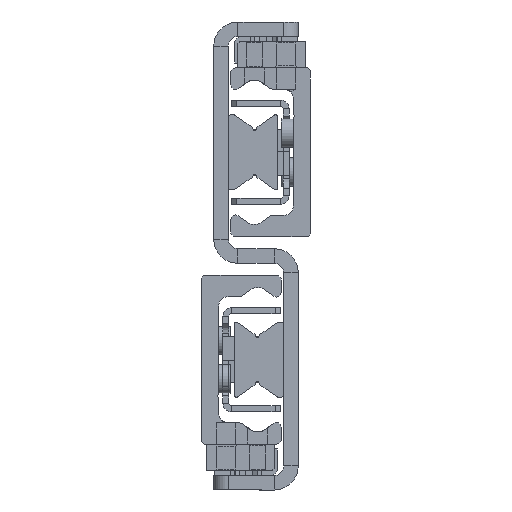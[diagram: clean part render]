
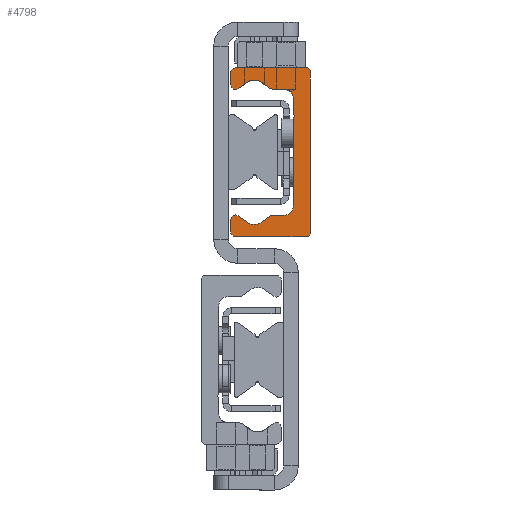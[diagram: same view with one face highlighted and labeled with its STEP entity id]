
A CAD part, left-side view. The second image highlights one B-rep face of the part: STEP entity #4798.
In plain terms, the highlighted planar face has unit normal (-1, 0, 0).
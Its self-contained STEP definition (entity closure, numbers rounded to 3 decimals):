
#3604=CARTESIAN_POINT('',(0.0,4.75,-11.1));
#3605=VERTEX_POINT('',#3604);
#3612=CARTESIAN_POINT('',(0.0,2.75,-13.1));
#3613=VERTEX_POINT('',#3612);
#3614=CARTESIAN_POINT('',(0.0,2.75,-11.1));
#3615=DIRECTION('',(-1.0,0.0,0.0));
#3616=DIRECTION('',(0.0,0.0,1.0));
#3617=AXIS2_PLACEMENT_3D('',#3614,#3615,#3616);
#3618=CIRCLE('',#3617,2.);
#3619=EDGE_CURVE('',#3605,#3613,#3618,.T.);
#3808=CARTESIAN_POINT('',(0.0,-0.14,-13.281));
#3809=VERTEX_POINT('',#3808);
#3816=CARTESIAN_POINT('',(0.0,-1.916,-14.524));
#3817=VERTEX_POINT('',#3816);
#3818=CARTESIAN_POINT('',(0.0,-0.14,-13.281));
#3819=DIRECTION('',(0.0,-0.819,-0.574));
#3820=VECTOR('',#3819,2.168);
#3821=LINE('',#3818,#3820);
#3822=EDGE_CURVE('',#3809,#3817,#3821,.T.);
#3947=CARTESIAN_POINT('',(0.0,8.25,16.85));
#3948=VERTEX_POINT('',#3947);
#3955=CARTESIAN_POINT('',(0.0,7.6,17.5));
#3956=VERTEX_POINT('',#3955);
#3957=CARTESIAN_POINT('',(0.0,7.6,16.85));
#3958=DIRECTION('',(1.0,0.0,0.0));
#3959=DIRECTION('',(0.0,1.0,0.0));
#3960=AXIS2_PLACEMENT_3D('',#3957,#3958,#3959);
#3961=CIRCLE('',#3960,0.65);
#3962=EDGE_CURVE('',#3948,#3956,#3961,.T.);
#3986=CARTESIAN_POINT('',(0.0,8.25,-16.85));
#3987=VERTEX_POINT('',#3986);
#3994=CARTESIAN_POINT('',(0.0,8.25,-16.85));
#3995=DIRECTION('',(0.0,0.0,1.0));
#3996=VECTOR('',#3995,33.7);
#3997=LINE('',#3994,#3996);
#3998=EDGE_CURVE('',#3987,#3948,#3997,.T.);
#4054=CARTESIAN_POINT('',(0.0,7.6,-17.5));
#4055=VERTEX_POINT('',#4054);
#4062=CARTESIAN_POINT('',(0.0,7.6,-16.85));
#4063=DIRECTION('',(1.0,0.0,0.0));
#4064=DIRECTION('',(0.0,0.0,-1.0));
#4065=AXIS2_PLACEMENT_3D('',#4062,#4063,#4064);
#4066=CIRCLE('',#4065,0.65);
#4067=EDGE_CURVE('',#4055,#3987,#4066,.T.);
#4086=CARTESIAN_POINT('',(0.0,-7.25,-17.5));
#4087=VERTEX_POINT('',#4086);
#4094=CARTESIAN_POINT('',(0.0,-7.25,-17.5));
#4095=DIRECTION('',(0.0,1.0,0.0));
#4096=VECTOR('',#4095,14.85);
#4097=LINE('',#4094,#4096);
#4098=EDGE_CURVE('',#4087,#4055,#4097,.T.);
#4130=CARTESIAN_POINT('',(0.0,-8.25,-16.5));
#4131=VERTEX_POINT('',#4130);
#4138=CARTESIAN_POINT('',(0.0,-7.25,-16.5));
#4139=DIRECTION('',(1.0,0.0,0.0));
#4140=DIRECTION('',(0.0,-1.0,0.0));
#4141=AXIS2_PLACEMENT_3D('',#4138,#4139,#4140);
#4142=CIRCLE('',#4141,1.);
#4143=EDGE_CURVE('',#4131,#4087,#4142,.T.);
#4162=CARTESIAN_POINT('',(0.0,-8.25,-13.98));
#4163=VERTEX_POINT('',#4162);
#4170=CARTESIAN_POINT('',(0.0,-8.25,-13.98));
#4171=DIRECTION('',(0.0,0.0,-1.0));
#4172=VECTOR('',#4171,2.52);
#4173=LINE('',#4170,#4172);
#4174=EDGE_CURVE('',#4163,#4131,#4173,.T.);
#4194=CARTESIAN_POINT('',(0.0,-6.708,-13.177));
#4195=VERTEX_POINT('',#4194);
#4202=CARTESIAN_POINT('',(0.0,-7.27,-13.98));
#4203=DIRECTION('',(1.0,0.0,0.0));
#4204=DIRECTION('',(0.0,0.574,0.819));
#4205=AXIS2_PLACEMENT_3D('',#4202,#4203,#4204);
#4206=CIRCLE('',#4205,0.98);
#4207=EDGE_CURVE('',#4195,#4163,#4206,.T.);
#4219=CARTESIAN_POINT('',(0.0,-4.784,-14.524));
#4220=VERTEX_POINT('',#4219);
#4227=CARTESIAN_POINT('',(0.0,-4.784,-14.524));
#4228=DIRECTION('',(0.0,-0.819,0.574));
#4229=VECTOR('',#4228,2.349);
#4230=LINE('',#4227,#4229);
#4231=EDGE_CURVE('',#4220,#4195,#4230,.T.);
#4253=CARTESIAN_POINT('',(0.0,-3.35,-12.477));
#4254=DIRECTION('',(-1.0,0.0,0.0));
#4255=DIRECTION('',(0.0,0.574,0.819));
#4256=AXIS2_PLACEMENT_3D('',#4253,#4254,#4255);
#4257=CIRCLE('',#4256,2.5);
#4258=EDGE_CURVE('',#3817,#4220,#4257,.T.);
#4278=CARTESIAN_POINT('',(0.0,0.433,-13.1));
#4279=VERTEX_POINT('',#4278);
#4286=CARTESIAN_POINT('',(0.0,0.433,-14.1));
#4287=DIRECTION('',(1.0,0.0,0.0));
#4288=DIRECTION('',(0.0,0.0,1.0));
#4289=AXIS2_PLACEMENT_3D('',#4286,#4287,#4288);
#4290=CIRCLE('',#4289,1.);
#4291=EDGE_CURVE('',#4279,#3809,#4290,.T.);
#4306=CARTESIAN_POINT('',(0.0,2.75,-13.1));
#4307=DIRECTION('',(0.0,-1.0,0.0));
#4308=VECTOR('',#4307,2.317);
#4309=LINE('',#4306,#4308);
#4310=EDGE_CURVE('',#3613,#4279,#4309,.T.);
#4336=CARTESIAN_POINT('',(0.0,4.75,-7.75));
#4337=VERTEX_POINT('',#4336);
#4344=CARTESIAN_POINT('',(0.0,4.75,-7.75));
#4345=DIRECTION('',(0.0,0.0,-1.0));
#4346=VECTOR('',#4345,3.35);
#4347=LINE('',#4344,#4346);
#4348=EDGE_CURVE('',#4337,#3605,#4347,.T.);
#4368=CARTESIAN_POINT('',(0.0,4.75,-7.25));
#4369=VERTEX_POINT('',#4368);
#4376=CARTESIAN_POINT('',(0.0,4.75,-7.5));
#4377=DIRECTION('',(-1.0,0.0,0.0));
#4378=DIRECTION('',(0.0,0.0,1.0));
#4379=AXIS2_PLACEMENT_3D('',#4376,#4377,#4378);
#4380=CIRCLE('',#4379,0.25);
#4381=EDGE_CURVE('',#4369,#4337,#4380,.T.);
#4400=CARTESIAN_POINT('',(0.0,4.75,11.1));
#4401=VERTEX_POINT('',#4400);
#4408=CARTESIAN_POINT('',(0.0,4.75,11.1));
#4409=DIRECTION('',(0.0,0.0,-1.0));
#4410=VECTOR('',#4409,18.35);
#4411=LINE('',#4408,#4410);
#4412=EDGE_CURVE('',#4401,#4369,#4411,.T.);
#4468=CARTESIAN_POINT('',(0.0,2.75,13.1));
#4469=VERTEX_POINT('',#4468);
#4476=CARTESIAN_POINT('',(0.0,2.75,11.1));
#4477=DIRECTION('',(-1.0,0.0,0.0));
#4478=DIRECTION('',(0.0,-1.0,0.0));
#4479=AXIS2_PLACEMENT_3D('',#4476,#4477,#4478);
#4480=CIRCLE('',#4479,2.);
#4481=EDGE_CURVE('',#4469,#4401,#4480,.T.);
#4500=CARTESIAN_POINT('',(0.0,0.433,13.1));
#4501=VERTEX_POINT('',#4500);
#4508=CARTESIAN_POINT('',(0.0,0.433,13.1));
#4509=DIRECTION('',(0.0,1.0,0.0));
#4510=VECTOR('',#4509,2.317);
#4511=LINE('',#4508,#4510);
#4512=EDGE_CURVE('',#4501,#4469,#4511,.T.);
#4532=CARTESIAN_POINT('',(0.0,-0.14,13.281));
#4533=VERTEX_POINT('',#4532);
#4540=CARTESIAN_POINT('',(0.0,0.433,14.1));
#4541=DIRECTION('',(1.0,0.0,0.0));
#4542=DIRECTION('',(0.0,-0.574,-0.819));
#4543=AXIS2_PLACEMENT_3D('',#4540,#4541,#4542);
#4544=CIRCLE('',#4543,1.);
#4545=EDGE_CURVE('',#4533,#4501,#4544,.T.);
#4564=CARTESIAN_POINT('',(0.0,-1.916,14.524));
#4565=VERTEX_POINT('',#4564);
#4572=CARTESIAN_POINT('',(0.0,-1.916,14.524));
#4573=DIRECTION('',(0.0,0.819,-0.574));
#4574=VECTOR('',#4573,2.168);
#4575=LINE('',#4572,#4574);
#4576=EDGE_CURVE('',#4565,#4533,#4575,.T.);
#4596=CARTESIAN_POINT('',(0.0,-4.784,14.524));
#4597=VERTEX_POINT('',#4596);
#4604=CARTESIAN_POINT('',(0.0,-3.35,12.477));
#4605=DIRECTION('',(-1.0,0.0,0.0));
#4606=DIRECTION('',(0.0,-0.574,-0.819));
#4607=AXIS2_PLACEMENT_3D('',#4604,#4605,#4606);
#4608=CIRCLE('',#4607,2.5);
#4609=EDGE_CURVE('',#4597,#4565,#4608,.T.);
#4628=CARTESIAN_POINT('',(0.0,-6.708,13.177));
#4629=VERTEX_POINT('',#4628);
#4636=CARTESIAN_POINT('',(0.0,-6.708,13.177));
#4637=DIRECTION('',(0.0,0.819,0.574));
#4638=VECTOR('',#4637,2.349);
#4639=LINE('',#4636,#4638);
#4640=EDGE_CURVE('',#4629,#4597,#4639,.T.);
#4660=CARTESIAN_POINT('',(0.0,-8.25,13.98));
#4661=VERTEX_POINT('',#4660);
#4668=CARTESIAN_POINT('',(0.0,-7.27,13.98));
#4669=DIRECTION('',(1.0,0.0,0.0));
#4670=DIRECTION('',(0.0,-1.0,0.0));
#4671=AXIS2_PLACEMENT_3D('',#4668,#4669,#4670);
#4672=CIRCLE('',#4671,0.98);
#4673=EDGE_CURVE('',#4661,#4629,#4672,.T.);
#4692=CARTESIAN_POINT('',(0.0,-8.25,16.5));
#4693=VERTEX_POINT('',#4692);
#4700=CARTESIAN_POINT('',(0.0,-8.25,16.5));
#4701=DIRECTION('',(0.0,0.0,-1.0));
#4702=VECTOR('',#4701,2.52);
#4703=LINE('',#4700,#4702);
#4704=EDGE_CURVE('',#4693,#4661,#4703,.T.);
#4724=CARTESIAN_POINT('',(0.0,-7.25,17.5));
#4725=VERTEX_POINT('',#4724);
#4732=CARTESIAN_POINT('',(0.0,-7.25,16.5));
#4733=DIRECTION('',(1.0,0.0,0.0));
#4734=DIRECTION('',(0.0,0.0,1.0));
#4735=AXIS2_PLACEMENT_3D('',#4732,#4733,#4734);
#4736=CIRCLE('',#4735,1.);
#4737=EDGE_CURVE('',#4725,#4693,#4736,.T.);
#4755=CARTESIAN_POINT('',(0.0,7.6,17.5));
#4756=DIRECTION('',(0.0,-1.0,0.0));
#4757=VECTOR('',#4756,14.85);
#4758=LINE('',#4755,#4757);
#4759=EDGE_CURVE('',#3956,#4725,#4758,.T.);
#4765=CARTESIAN_POINT('',(0.0,2.258,-0.017));
#4766=DIRECTION('',(1.0,0.0,0.0));
#4767=DIRECTION('',(0.0,0.0,-1.0));
#4768=AXIS2_PLACEMENT_3D('',#4765,#4766,#4767);
#4769=PLANE('',#4768);
#4770=ORIENTED_EDGE('',*,*,#4759,.F.);
#4771=ORIENTED_EDGE('',*,*,#3962,.F.);
#4772=ORIENTED_EDGE('',*,*,#3998,.F.);
#4773=ORIENTED_EDGE('',*,*,#4067,.F.);
#4774=ORIENTED_EDGE('',*,*,#4098,.F.);
#4775=ORIENTED_EDGE('',*,*,#4143,.F.);
#4776=ORIENTED_EDGE('',*,*,#4174,.F.);
#4777=ORIENTED_EDGE('',*,*,#4207,.F.);
#4778=ORIENTED_EDGE('',*,*,#4231,.F.);
#4779=ORIENTED_EDGE('',*,*,#4258,.F.);
#4780=ORIENTED_EDGE('',*,*,#3822,.F.);
#4781=ORIENTED_EDGE('',*,*,#4291,.F.);
#4782=ORIENTED_EDGE('',*,*,#4310,.F.);
#4783=ORIENTED_EDGE('',*,*,#3619,.F.);
#4784=ORIENTED_EDGE('',*,*,#4348,.F.);
#4785=ORIENTED_EDGE('',*,*,#4381,.F.);
#4786=ORIENTED_EDGE('',*,*,#4412,.F.);
#4787=ORIENTED_EDGE('',*,*,#4481,.F.);
#4788=ORIENTED_EDGE('',*,*,#4512,.F.);
#4789=ORIENTED_EDGE('',*,*,#4545,.F.);
#4790=ORIENTED_EDGE('',*,*,#4576,.F.);
#4791=ORIENTED_EDGE('',*,*,#4609,.F.);
#4792=ORIENTED_EDGE('',*,*,#4640,.F.);
#4793=ORIENTED_EDGE('',*,*,#4673,.F.);
#4794=ORIENTED_EDGE('',*,*,#4704,.F.);
#4795=ORIENTED_EDGE('',*,*,#4737,.F.);
#4796=EDGE_LOOP('',(#4770,#4771,#4772,#4773,#4774,#4775,#4776,#4777,#4778,#4779,#4780,#4781,#4782,#4783,#4784,#4785,#4786,#4787,#4788,#4789,#4790,#4791,#4792,#4793,#4794,#4795));
#4797=FACE_OUTER_BOUND('',#4796,.T.);
#4798=ADVANCED_FACE('',(#4797),#4769,.F.);
